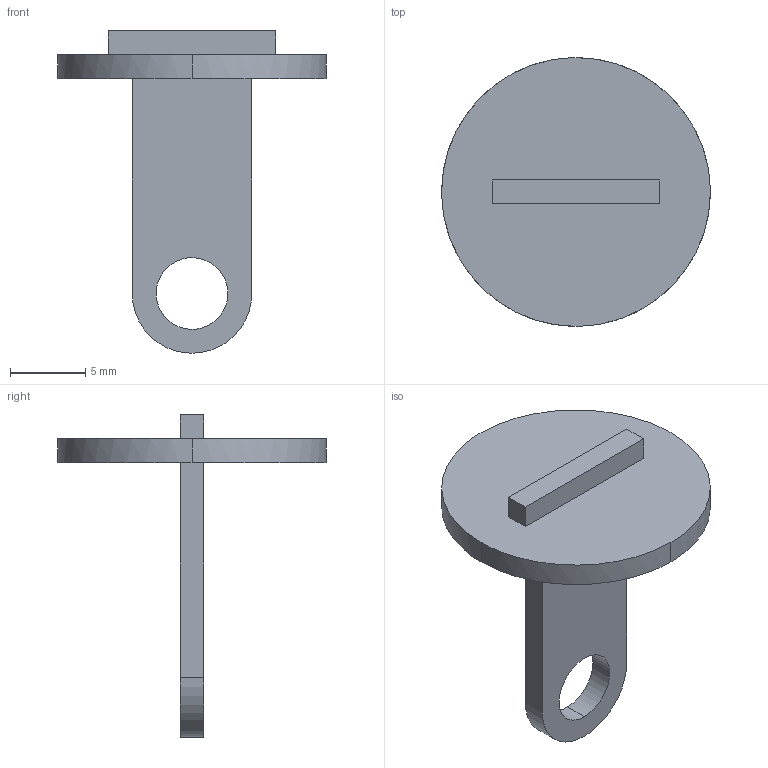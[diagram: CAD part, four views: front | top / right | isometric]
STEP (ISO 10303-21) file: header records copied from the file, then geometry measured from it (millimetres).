
FILE_DESCRIPTION(('TurboCAD Mac Pro'),'Build 980');
FILE_NAME('P6349.stp',' ',(''),(''),'ACIS Interop','IMSI','TurboCAD Mac Pro BY IMSI, INCORPORATED');
FILE_SCHEMA(('automotive_design'));
Length unit declared in the file: inch
Products named in the file (1): 1
Bounding box: 17.86 x 17.86 x 21.43 mm (x, y, z)
Volume: 616.9 mm3; surface area: 947.6 mm2
Topology: 1 solids, 1 shells, 21 faces, 51 edges, 34 vertices
Faces by surface type: plane 11, bspline 10
Entity records: 861 total; most frequent: CARTESIAN_POINT 237, ORIENTED_EDGE 102, DIRECTION 55, EDGE_CURVE 51, VERTEX_POINT 34, LINE 31, VECTOR 31, EDGE_LOOP 25
